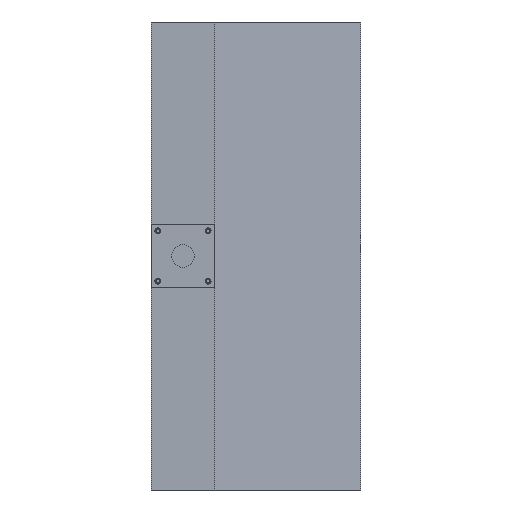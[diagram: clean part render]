
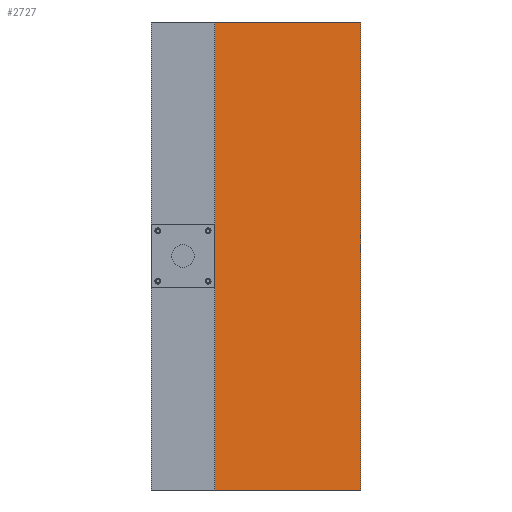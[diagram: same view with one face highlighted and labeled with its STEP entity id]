
A CAD part, front view. The second image highlights one B-rep face of the part: STEP entity #2727.
In plain terms, the highlighted planar face has unit normal (0.081, -0.997, 0).
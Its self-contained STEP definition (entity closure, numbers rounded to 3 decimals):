
#186 = EDGE_LOOP ( 'NONE', ( #284, #1844, #2600, #1924 ) ) ;
#284 = ORIENTED_EDGE ( 'NONE', *, *, #380, .F. ) ;
#341 = CARTESIAN_POINT ( 'NONE',  ( 383., -81.989, -913. ) ) ;
#380 = EDGE_CURVE ( 'NONE', #1963, #2605, #1653, .T. ) ;
#410 = VECTOR ( 'NONE', #577, 1000. ) ;
#461 = CARTESIAN_POINT ( 'NONE',  ( 94., -105.421, -913. ) ) ;
#531 = DIRECTION ( 'NONE',  ( 0.997, 0.081, 0. ) ) ;
#577 = DIRECTION ( 'NONE',  ( 0.997, 0.081, 0. ) ) ;
#578 = FACE_OUTER_BOUND ( 'NONE', #186, .T. ) ;
#732 = VERTEX_POINT ( 'NONE', #1333 ) ;
#745 = LINE ( 'NONE', #461, #2479 ) ;
#760 = CARTESIAN_POINT ( 'NONE',  ( 94., -105.421, -913. ) ) ;
#773 = VECTOR ( 'NONE', #1537, 1000. ) ;
#842 = CARTESIAN_POINT ( 'NONE',  ( 383., -81.989, -913. ) ) ;
#893 = CARTESIAN_POINT ( 'NONE',  ( 94., -105.421, 13. ) ) ;
#917 = EDGE_CURVE ( 'NONE', #1517, #732, #2582, .T. ) ;
#996 = CARTESIAN_POINT ( 'NONE',  ( 383., -81.989, 13. ) ) ;
#1151 = CARTESIAN_POINT ( 'NONE',  ( 383., -81.989, 13. ) ) ;
#1333 = CARTESIAN_POINT ( 'NONE',  ( 383., -81.989, -913. ) ) ;
#1517 = VERTEX_POINT ( 'NONE', #760 ) ;
#1537 = DIRECTION ( 'NONE',  ( 0.997, 0.081, 0. ) ) ;
#1653 = LINE ( 'NONE', #996, #410 ) ;
#1844 = ORIENTED_EDGE ( 'NONE', *, *, #2527, .F. ) ;
#1924 = ORIENTED_EDGE ( 'NONE', *, *, #2188, .T. ) ;
#1963 = VERTEX_POINT ( 'NONE', #893 ) ;
#2121 = AXIS2_PLACEMENT_3D ( 'NONE', #842, #2832, #531 ) ;
#2157 = PLANE ( 'NONE',  #2121 ) ;
#2188 = EDGE_CURVE ( 'NONE', #732, #2605, #2196, .T. ) ;
#2196 = LINE ( 'NONE', #341, #2808 ) ;
#2258 = DIRECTION ( 'NONE',  ( 0., 0., 1. ) ) ;
#2479 = VECTOR ( 'NONE', #2258, 1000. ) ;
#2527 = EDGE_CURVE ( 'NONE', #1517, #1963, #745, .T. ) ;
#2582 = LINE ( 'NONE', #2765, #773 ) ;
#2600 = ORIENTED_EDGE ( 'NONE', *, *, #917, .T. ) ;
#2605 = VERTEX_POINT ( 'NONE', #1151 ) ;
#2727 = ADVANCED_FACE ( 'NONE', ( #578 ), #2157, .T. ) ;
#2742 = DIRECTION ( 'NONE',  ( 0., 0., 1. ) ) ;
#2765 = CARTESIAN_POINT ( 'NONE',  ( 383., -81.989, -913. ) ) ;
#2808 = VECTOR ( 'NONE', #2742, 1000. ) ;
#2832 = DIRECTION ( 'NONE',  ( 0.081, -0.997, 0. ) ) ;
